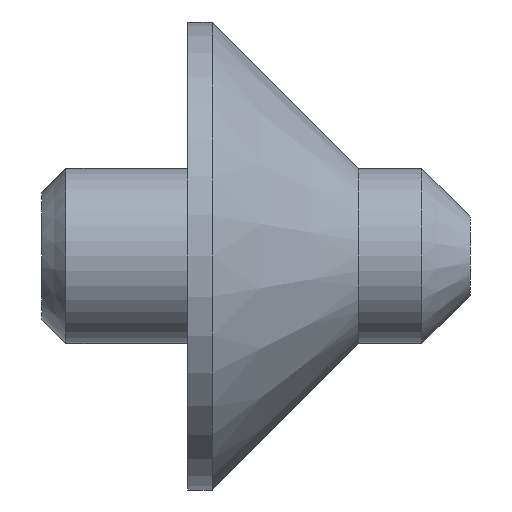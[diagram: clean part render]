
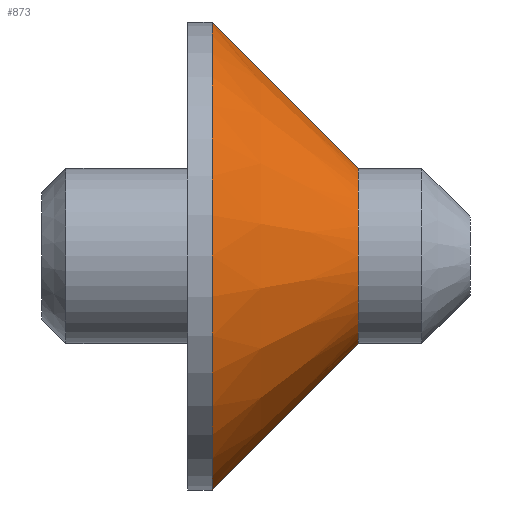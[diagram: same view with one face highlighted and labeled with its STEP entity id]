
A CAD part, left-side view. The second image highlights one B-rep face of the part: STEP entity #873.
In plain terms, the highlighted conical face has half-angle 45 degrees and reference radius 1.8 mm.
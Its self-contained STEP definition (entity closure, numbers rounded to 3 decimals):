
#27 = DIRECTION ( 'NONE',  ( 0., 0.707, 0.707 ) ) ;
#99 = CARTESIAN_POINT ( 'NONE',  ( -13.4, -3., -1.8 ) ) ;
#151 = DIRECTION ( 'NONE',  ( 0., 1., 0. ) ) ;
#154 = DIRECTION ( 'NONE',  ( 0., 0., 1. ) ) ;
#158 = AXIS2_PLACEMENT_3D ( 'NONE', #1067, #151, #871 ) ;
#212 = EDGE_CURVE ( 'NONE', #1027, #1291, #564, .T. ) ;
#225 = EDGE_CURVE ( 'NONE', #1225, #1291, #408, .T. ) ;
#232 = AXIS2_PLACEMENT_3D ( 'NONE', #588, #989, #154 ) ;
#277 = CARTESIAN_POINT ( 'NONE',  ( -13.4, -3., -1.8 ) ) ;
#288 = CARTESIAN_POINT ( 'NONE',  ( -13.4, 0., -4.8 ) ) ;
#295 = ORIENTED_EDGE ( 'NONE', *, *, #850, .F. ) ;
#344 = CARTESIAN_POINT ( 'NONE',  ( -13.4, -3., 1.8 ) ) ;
#408 = CIRCLE ( 'NONE', #158, 4.8 ) ;
#418 = ORIENTED_EDGE ( 'NONE', *, *, #657, .F. ) ;
#564 = LINE ( 'NONE', #344, #757 ) ;
#587 = ORIENTED_EDGE ( 'NONE', *, *, #212, .T. ) ;
#588 = CARTESIAN_POINT ( 'NONE',  ( -13.4, -3., 0. ) ) ;
#598 = VERTEX_POINT ( 'NONE', #277 ) ;
#620 = DIRECTION ( 'NONE',  ( 0., 0., 1. ) ) ;
#626 = EDGE_LOOP ( 'NONE', ( #587, #780, #295, #418 ) ) ;
#627 = CARTESIAN_POINT ( 'NONE',  ( -13.4, -3., 0. ) ) ;
#657 = EDGE_CURVE ( 'NONE', #1027, #598, #676, .T. ) ;
#676 = CIRCLE ( 'NONE', #232, 1.8 ) ;
#726 = FACE_OUTER_BOUND ( 'NONE', #626, .T. ) ;
#757 = VECTOR ( 'NONE', #27, 1000. ) ;
#780 = ORIENTED_EDGE ( 'NONE', *, *, #225, .F. ) ;
#815 = DIRECTION ( 'NONE',  ( 0., 0.707, -0.707 ) ) ;
#819 = AXIS2_PLACEMENT_3D ( 'NONE', #627, #1113, #620 ) ;
#850 = EDGE_CURVE ( 'NONE', #598, #1225, #1137, .T. ) ;
#871 = DIRECTION ( 'NONE',  ( 0., 0., 1. ) ) ;
#873 = ADVANCED_FACE ( 'NONE', ( #726 ), #976, .T. ) ;
#924 = VECTOR ( 'NONE', #815, 1000. ) ;
#976 = CONICAL_SURFACE ( 'NONE', #819, 1.8, 0.785 ) ;
#989 = DIRECTION ( 'NONE',  ( 0., -1., 0. ) ) ;
#1027 = VERTEX_POINT ( 'NONE', #1116 ) ;
#1067 = CARTESIAN_POINT ( 'NONE',  ( -13.4, 0., 0. ) ) ;
#1113 = DIRECTION ( 'NONE',  ( 0., 1., 0. ) ) ;
#1116 = CARTESIAN_POINT ( 'NONE',  ( -13.4, -3., 1.8 ) ) ;
#1137 = LINE ( 'NONE', #99, #924 ) ;
#1225 = VERTEX_POINT ( 'NONE', #288 ) ;
#1291 = VERTEX_POINT ( 'NONE', #1297 ) ;
#1297 = CARTESIAN_POINT ( 'NONE',  ( -13.4, 0., 4.8 ) ) ;
